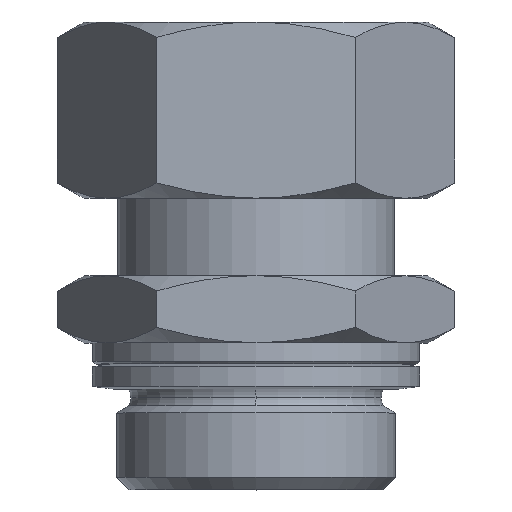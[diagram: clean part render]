
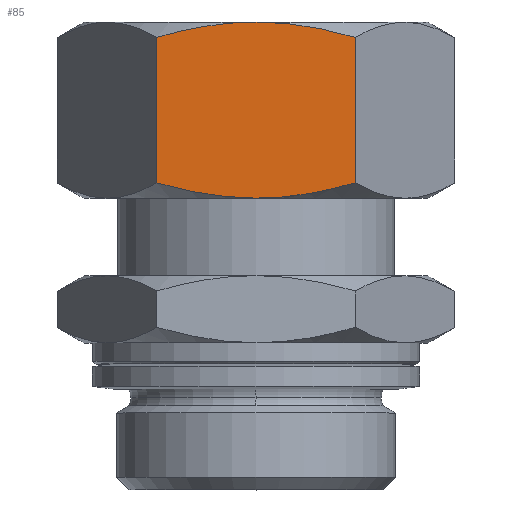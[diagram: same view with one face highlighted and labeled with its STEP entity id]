
A CAD part, top view. The second image highlights one B-rep face of the part: STEP entity #85.
In plain terms, the highlighted planar face has unit normal (0, 0, 1).
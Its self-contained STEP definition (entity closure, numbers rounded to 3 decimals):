
#85=ADVANCED_FACE('',(#206),#207,.T.);
#206=FACE_OUTER_BOUND('',#371,.T.);
#207=PLANE('',#372);
#371=EDGE_LOOP('',(#720,#721,#722,#723,#724,#725));
#372=AXIS2_PLACEMENT_3D('',#726,#727,#728);
#720=ORIENTED_EDGE('',*,*,#1125,.F.);
#721=ORIENTED_EDGE('',*,*,#1122,.F.);
#722=ORIENTED_EDGE('',*,*,#1148,.T.);
#723=ORIENTED_EDGE('',*,*,#1140,.F.);
#724=ORIENTED_EDGE('',*,*,#1137,.F.);
#725=ORIENTED_EDGE('',*,*,#1149,.F.);
#726=CARTESIAN_POINT('',(0.,34.74,20.5));
#727=DIRECTION('',(0.,0.0,1.0));
#728=DIRECTION('',(1.0,0.0,0.));
#1122=EDGE_CURVE('',#1362,#1351,#1363,.T.);
#1125=EDGE_CURVE('',#1351,#1365,#1367,.T.);
#1137=EDGE_CURVE('',#1384,#1385,#1386,.T.);
#1140=EDGE_CURVE('',#1385,#1389,#1390,.T.);
#1148=EDGE_CURVE('',#1362,#1389,#1400,.T.);
#1149=EDGE_CURVE('',#1365,#1384,#1401,.T.);
#1351=VERTEX_POINT('',#1739);
#1362=VERTEX_POINT('',#1750);
#1363=(B_SPLINE_CURVE(2,(#1752,#1753,#1754,#1755,#1756),.UNSPECIFIED.,.F.,.F.)B_SPLINE_CURVE_WITH_KNOTS((3,2,3),(0.0,12.02,24.04),.UNSPECIFIED.)RATIONAL_B_SPLINE_CURVE((1.0,1.038,1.0,1.038,1.0))BOUNDED_CURVE()REPRESENTATION_ITEM('')GEOMETRIC_REPRESENTATION_ITEM()CURVE());
#1365=VERTEX_POINT('',#1775);
#1367=(B_SPLINE_CURVE(2,(#1789,#1790,#1791,#1792,#1793),.UNSPECIFIED.,.F.,.F.)B_SPLINE_CURVE_WITH_KNOTS((3,2,3),(0.0,12.02,24.04),.UNSPECIFIED.)RATIONAL_B_SPLINE_CURVE((1.0,1.038,1.0,1.038,1.0))BOUNDED_CURVE()REPRESENTATION_ITEM('')GEOMETRIC_REPRESENTATION_ITEM()CURVE());
#1384=VERTEX_POINT('',#1915);
#1385=VERTEX_POINT('',#1916);
#1386=(B_SPLINE_CURVE(2,(#1918,#1919,#1920,#1921,#1922),.UNSPECIFIED.,.F.,.F.)B_SPLINE_CURVE_WITH_KNOTS((3,2,3),(0.0,12.02,24.04),.UNSPECIFIED.)RATIONAL_B_SPLINE_CURVE((1.0,1.038,1.0,1.038,1.0))BOUNDED_CURVE()REPRESENTATION_ITEM('')GEOMETRIC_REPRESENTATION_ITEM()CURVE());
#1389=VERTEX_POINT('',#1942);
#1390=(B_SPLINE_CURVE(2,(#1944,#1945,#1946,#1947,#1948),.UNSPECIFIED.,.F.,.F.)B_SPLINE_CURVE_WITH_KNOTS((3,2,3),(0.0,12.02,24.04),.UNSPECIFIED.)RATIONAL_B_SPLINE_CURVE((1.0,1.038,1.0,1.038,1.0))BOUNDED_CURVE()REPRESENTATION_ITEM('')GEOMETRIC_REPRESENTATION_ITEM()CURVE());
#1400=LINE('',#2008,#2009);
#1401=LINE('',#2010,#2011);
#1739=CARTESIAN_POINT('',(0.,34.74,20.5));
#1750=CARTESIAN_POINT('',(11.836,36.571,20.5));
#1752=CARTESIAN_POINT('',(11.848,36.574,20.5));
#1753=CARTESIAN_POINT('',(5.498,34.74,20.5));
#1754=CARTESIAN_POINT('',(0.,34.74,20.5));
#1755=CARTESIAN_POINT('',(-5.498,34.74,20.5));
#1756=CARTESIAN_POINT('',(-11.848,36.574,20.5));
#1775=CARTESIAN_POINT('',(-11.836,36.571,20.5));
#1789=CARTESIAN_POINT('',(11.848,36.574,20.5));
#1790=CARTESIAN_POINT('',(5.498,34.74,20.5));
#1791=CARTESIAN_POINT('',(0.,34.74,20.5));
#1792=CARTESIAN_POINT('',(-5.498,34.74,20.5));
#1793=CARTESIAN_POINT('',(-11.848,36.574,20.5));
#1915=CARTESIAN_POINT('',(-11.836,53.909,20.5));
#1916=CARTESIAN_POINT('',(0.,55.74,20.5));
#1918=CARTESIAN_POINT('',(-11.848,53.905,20.5));
#1919=CARTESIAN_POINT('',(-5.498,55.74,20.5));
#1920=CARTESIAN_POINT('',(0.,55.74,20.5));
#1921=CARTESIAN_POINT('',(5.498,55.74,20.5));
#1922=CARTESIAN_POINT('',(11.848,53.905,20.5));
#1942=CARTESIAN_POINT('',(11.836,53.909,20.5));
#1944=CARTESIAN_POINT('',(-11.848,53.905,20.5));
#1945=CARTESIAN_POINT('',(-5.498,55.74,20.5));
#1946=CARTESIAN_POINT('',(0.,55.74,20.5));
#1947=CARTESIAN_POINT('',(5.498,55.74,20.5));
#1948=CARTESIAN_POINT('',(11.848,53.905,20.5));
#2008=CARTESIAN_POINT('',(11.836,34.74,20.5));
#2009=VECTOR('',#2508,1.0);
#2010=CARTESIAN_POINT('',(-11.836,34.74,20.5));
#2011=VECTOR('',#2509,1.0);
#2508=DIRECTION('',(0.0,1.0,0.0));
#2509=DIRECTION('',(0.0,1.0,0.0));
